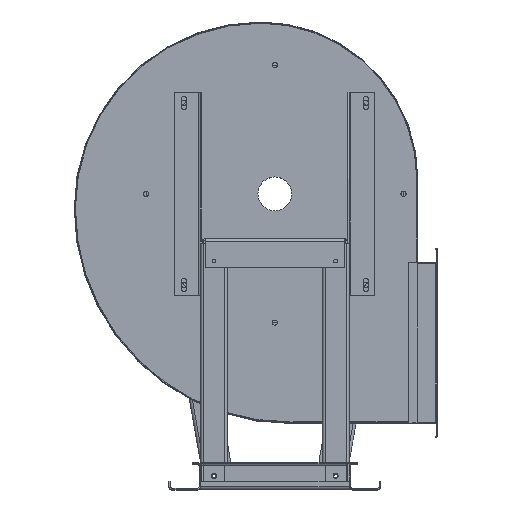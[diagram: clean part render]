
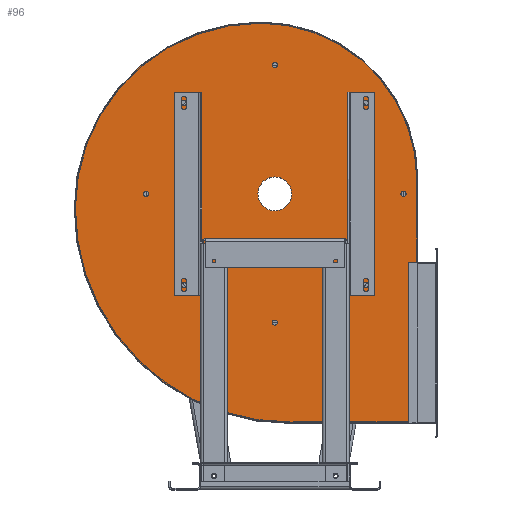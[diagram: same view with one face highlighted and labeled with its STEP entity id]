
A CAD part, top view. The second image highlights one B-rep face of the part: STEP entity #96.
In plain terms, the highlighted planar face has unit normal (0, 0, 1).
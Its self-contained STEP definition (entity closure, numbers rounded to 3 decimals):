
#96=ADVANCED_FACE('',(#21008,#21010,#21012,#21014,#21016,#21018,#21020,#21022,#21024,
#21026),#21028,.F.);
#21008=FACE_BOUND('',#21009,.T.);
#21009=EDGE_LOOP('',(#38593,#38594,#38595,#38596,#38597,#38598,#38599));
#21010=FACE_BOUND('',#21011,.T.);
#21011=EDGE_LOOP('',(#38600));
#21012=FACE_BOUND('',#21013,.T.);
#21013=EDGE_LOOP('',(#38601));
#21014=FACE_BOUND('',#21015,.T.);
#21015=EDGE_LOOP('',(#38602));
#21016=FACE_BOUND('',#21017,.T.);
#21017=EDGE_LOOP('',(#38603));
#21018=FACE_BOUND('',#21019,.T.);
#21019=EDGE_LOOP('',(#38604));
#21020=FACE_BOUND('',#21021,.T.);
#21021=EDGE_LOOP('',(#38605));
#21022=FACE_BOUND('',#21023,.T.);
#21023=EDGE_LOOP('',(#38606));
#21024=FACE_BOUND('',#21025,.T.);
#21025=EDGE_LOOP('',(#38607));
#21026=FACE_BOUND('',#21027,.T.);
#21027=EDGE_LOOP('',(#38608));
#21028=PLANE('',#21029);
#21029=AXIS2_PLACEMENT_3D('',#21030,#21031,#21032);
#21030=CARTESIAN_POINT('',(-0.,0.,0.));
#21031=DIRECTION('',(0.,0.,-1.));
#21032=DIRECTION('',(0.,-1.,0.));
#38593=ORIENTED_EDGE('',*,*,#51713,.F.);
#38594=ORIENTED_EDGE('',*,*,#51707,.F.);
#38595=ORIENTED_EDGE('',*,*,#51714,.F.);
#38596=ORIENTED_EDGE('',*,*,#51715,.F.);
#38597=ORIENTED_EDGE('',*,*,#51716,.F.);
#38598=ORIENTED_EDGE('',*,*,#51709,.F.);
#38599=ORIENTED_EDGE('',*,*,#51717,.F.);
#38600=ORIENTED_EDGE('',*,*,#51718,.T.);
#38601=ORIENTED_EDGE('',*,*,#51719,.T.);
#38602=ORIENTED_EDGE('',*,*,#51720,.T.);
#38603=ORIENTED_EDGE('',*,*,#51721,.T.);
#38604=ORIENTED_EDGE('',*,*,#51722,.T.);
#38605=ORIENTED_EDGE('',*,*,#51723,.T.);
#38606=ORIENTED_EDGE('',*,*,#51724,.T.);
#38607=ORIENTED_EDGE('',*,*,#51725,.T.);
#38608=ORIENTED_EDGE('',*,*,#51726,.T.);
#51707=EDGE_CURVE('',#58271,#58263,#58273,.T.);
#51709=EDGE_CURVE('',#58274,#58277,#58278,.T.);
#51713=EDGE_CURVE('',#58263,#58284,#58285,.F.);
#51714=EDGE_CURVE('',#58286,#58271,#58287,.T.);
#51715=EDGE_CURVE('',#58288,#58286,#58289,.T.);
#51716=EDGE_CURVE('',#58277,#58288,#58290,.T.);
#51717=EDGE_CURVE('',#58284,#58274,#58291,.F.);
#51718=EDGE_CURVE('',#58292,#58292,#58293,.T.);
#51719=EDGE_CURVE('',#58294,#58294,#58295,.T.);
#51720=EDGE_CURVE('',#58296,#58296,#58297,.T.);
#51721=EDGE_CURVE('',#58298,#58298,#58299,.T.);
#51722=EDGE_CURVE('',#58300,#58300,#58301,.T.);
#51723=EDGE_CURVE('',#58302,#58302,#58303,.T.);
#51724=EDGE_CURVE('',#58304,#58304,#58305,.T.);
#51725=EDGE_CURVE('',#58306,#58306,#58307,.T.);
#51726=EDGE_CURVE('',#58308,#58308,#58309,.T.);
#58263=VERTEX_POINT('',#69081);
#58271=VERTEX_POINT('',#69097);
#58273=LINE('',#69101,#69102);
#58274=VERTEX_POINT('',#69104);
#58277=VERTEX_POINT('',#69109);
#58278=LINE('',#69110,#69111);
#58284=VERTEX_POINT('',#69124);
#58285=LINE('',#69125,#69126);
#58286=VERTEX_POINT('',#69128);
#58287=CIRCLE('',#69129,349.64);
#58288=VERTEX_POINT('',#69133);
#58289=CIRCLE('',#69134,413.39);
#58290=CIRCLE('',#69138,477.14);
#58291=LINE('',#69142,#69143);
#58292=VERTEX_POINT('',#69145);
#58293=CIRCLE('',#69146,5.65);
#58294=VERTEX_POINT('',#69150);
#58295=CIRCLE('',#69151,5.65);
#58296=VERTEX_POINT('',#69155);
#58297=CIRCLE('',#69156,5.65);
#58298=VERTEX_POINT('',#69160);
#58299=CIRCLE('',#69161,5.65);
#58300=VERTEX_POINT('',#69165);
#58301=CIRCLE('',#69166,5.65);
#58302=VERTEX_POINT('',#69170);
#58303=CIRCLE('',#69171,5.65);
#58304=VERTEX_POINT('',#69175);
#58305=CIRCLE('',#69176,5.65);
#58306=VERTEX_POINT('',#69180);
#58307=CIRCLE('',#69181,5.65);
#58308=VERTEX_POINT('',#69185);
#58309=CIRCLE('',#69186,37.5);
#69081=CARTESIAN_POINT('',(317.788,-152.107,0.));
#69097=CARTESIAN_POINT('',(317.765,31.338,0.));
#69101=CARTESIAN_POINT('',(317.765,31.338,0.));
#69102=VECTOR('',#69103,1.);
#69103=DIRECTION('',(0.,-1.,0.));
#69104=CARTESIAN_POINT('',(296.783,-509.005,0.));
#69109=CARTESIAN_POINT('',(34.969,-509.005,0.));
#69110=CARTESIAN_POINT('',(296.783,-509.005,0.));
#69111=VECTOR('',#69112,1.);
#69112=DIRECTION('',(-1.,0.,0.));
#69124=CARTESIAN_POINT('',(296.783,-152.107,0.));
#69125=CARTESIAN_POINT('',(296.783,-152.107,0.));
#69126=VECTOR('',#69127,1.);
#69127=DIRECTION('',(1.,0.,0.));
#69128=CARTESIAN_POINT('',(-31.875,381.515,0.));
#69129=AXIS2_PLACEMENT_3D('',#69130,#69131,#69132);
#69130=CARTESIAN_POINT('',(-31.875,31.875,0.));
#69131=DIRECTION('',(0.,0.,-1.));
#69132=DIRECTION('',(0.,1.,0.));
#69133=CARTESIAN_POINT('',(-445.265,-31.875,0.));
#69134=AXIS2_PLACEMENT_3D('',#69135,#69136,#69137);
#69135=CARTESIAN_POINT('',(-31.875,-31.875,0.));
#69136=DIRECTION('',(0.,0.,-1.));
#69137=DIRECTION('',(-1.,0.,0.));
#69138=AXIS2_PLACEMENT_3D('',#69139,#69140,#69141);
#69139=CARTESIAN_POINT('',(31.875,-31.875,0.));
#69140=DIRECTION('',(0.,0.,-1.));
#69141=DIRECTION('',(0.006,-1.,0.));
#69142=CARTESIAN_POINT('',(296.783,-509.005,0.));
#69143=VECTOR('',#69144,1.);
#69144=DIRECTION('',(0.,1.,0.));
#69145=CARTESIAN_POINT('',(285.681,-5.65,0.));
#69146=AXIS2_PLACEMENT_3D('',#69147,#69148,#69149);
#69147=CARTESIAN_POINT('',(285.681,0.,0.));
#69148=DIRECTION('',(0.,0.,-1.));
#69149=DIRECTION('',(0.,-1.,0.));
#69150=CARTESIAN_POINT('',(0.,-291.331,0.));
#69151=AXIS2_PLACEMENT_3D('',#69152,#69153,#69154);
#69152=CARTESIAN_POINT('',(0.,-285.681,0.));
#69153=DIRECTION('',(0.,0.,-1.));
#69154=DIRECTION('',(0.,-1.,0.));
#69155=CARTESIAN_POINT('',(-285.681,-5.65,0.));
#69156=AXIS2_PLACEMENT_3D('',#69157,#69158,#69159);
#69157=CARTESIAN_POINT('',(-285.681,0.,0.));
#69158=DIRECTION('',(0.,0.,-1.));
#69159=DIRECTION('',(0.,-1.,0.));
#69160=CARTESIAN_POINT('',(0.,280.031,0.));
#69161=AXIS2_PLACEMENT_3D('',#69162,#69163,#69164);
#69162=CARTESIAN_POINT('',(0.,285.681,0.));
#69163=DIRECTION('',(0.,0.,-1.));
#69164=DIRECTION('',(0.,-1.,0.));
#69165=CARTESIAN_POINT('',(202.007,-207.657,0.));
#69166=AXIS2_PLACEMENT_3D('',#69167,#69168,#69169);
#69167=CARTESIAN_POINT('',(202.007,-202.007,0.));
#69168=DIRECTION('',(0.,0.,-1.));
#69169=DIRECTION('',(0.,-1.,0.));
#69170=CARTESIAN_POINT('',(-202.007,-207.657,0.));
#69171=AXIS2_PLACEMENT_3D('',#69172,#69173,#69174);
#69172=CARTESIAN_POINT('',(-202.007,-202.007,0.));
#69173=DIRECTION('',(0.,0.,-1.));
#69174=DIRECTION('',(0.,-1.,0.));
#69175=CARTESIAN_POINT('',(-202.007,196.357,0.));
#69176=AXIS2_PLACEMENT_3D('',#69177,#69178,#69179);
#69177=CARTESIAN_POINT('',(-202.007,202.007,0.));
#69178=DIRECTION('',(0.,0.,-1.));
#69179=DIRECTION('',(0.,-1.,0.));
#69180=CARTESIAN_POINT('',(202.007,196.357,0.));
#69181=AXIS2_PLACEMENT_3D('',#69182,#69183,#69184);
#69182=CARTESIAN_POINT('',(202.007,202.007,0.));
#69183=DIRECTION('',(0.,0.,-1.));
#69184=DIRECTION('',(0.,-1.,0.));
#69185=CARTESIAN_POINT('',(0.,-37.5,0.));
#69186=AXIS2_PLACEMENT_3D('',#69187,#69188,#69189);
#69187=CARTESIAN_POINT('',(-0.,0.,0.));
#69188=DIRECTION('',(0.,0.,-1.));
#69189=DIRECTION('',(0.,-1.,0.));
